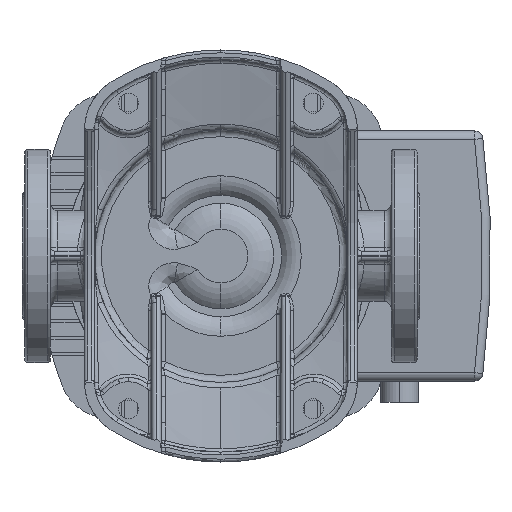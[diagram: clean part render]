
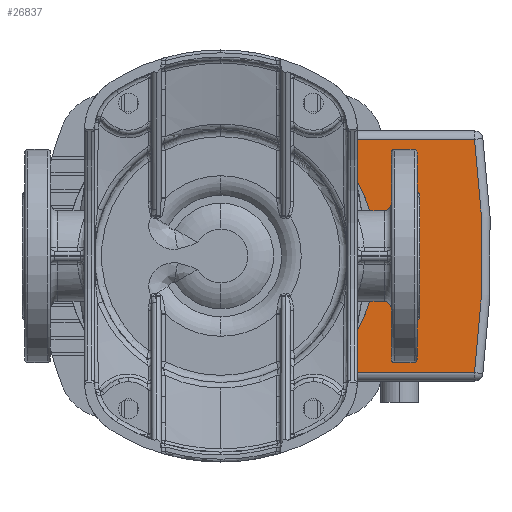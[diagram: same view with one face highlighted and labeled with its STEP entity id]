
A CAD part, front view. The second image highlights one B-rep face of the part: STEP entity #26837.
In plain terms, the highlighted face is planar.
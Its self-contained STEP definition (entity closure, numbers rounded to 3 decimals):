
#396 = CIRCLE ( 'NONE', #20466, 109.5 ) ;
#428 = VERTEX_POINT ( 'NONE', #32735 ) ;
#858 = VECTOR ( 'NONE', #25833, 1000. ) ;
#1357 = DIRECTION ( 'NONE',  ( 0., -1., 0. ) ) ;
#3287 = CARTESIAN_POINT ( 'NONE',  ( 82., 128.5, -140.5 ) ) ;
#5699 = DIRECTION ( 'NONE',  ( 0., -1., 0. ) ) ;
#6518 = CARTESIAN_POINT ( 'NONE',  ( -82., 128.5, -140.5 ) ) ;
#8451 = LINE ( 'NONE', #3287, #858 ) ;
#11448 = VERTEX_POINT ( 'NONE', #38188 ) ;
#12441 = EDGE_CURVE ( 'NONE', #11448, #428, #12838, .T. ) ;
#12838 = CIRCLE ( 'NONE', #61354, 607. ) ;
#14146 = DIRECTION ( 'NONE',  ( 1., 0., 0. ) ) ;
#14261 = FACE_OUTER_BOUND ( 'NONE', #59482, .T. ) ;
#17121 = ORIENTED_EDGE ( 'NONE', *, *, #12441, .T. ) ;
#18619 = CARTESIAN_POINT ( 'NONE',  ( 0., 0., -140.5 ) ) ;
#19578 = ORIENTED_EDGE ( 'NONE', *, *, #63922, .T. ) ;
#20466 = AXIS2_PLACEMENT_3D ( 'NONE', #18619, #64880, #14146 ) ;
#21662 = VECTOR ( 'NONE', #1357, 1000. ) ;
#23702 = CARTESIAN_POINT ( 'NONE',  ( 82., 72.569, -140.5 ) ) ;
#25833 = DIRECTION ( 'NONE',  ( 0., 1., 0. ) ) ;
#26837 = ADVANCED_FACE ( 'NONE', ( #14261 ), #65355, .T. ) ;
#28370 = CARTESIAN_POINT ( 'NONE',  ( -82., 72.569, -140.5 ) ) ;
#32735 = CARTESIAN_POINT ( 'NONE',  ( -82., 178.436, -140.5 ) ) ;
#33732 = AXIS2_PLACEMENT_3D ( 'NONE', #59441, #49754, #5699 ) ;
#38188 = CARTESIAN_POINT ( 'NONE',  ( 82., 178.436, -140.5 ) ) ;
#41838 = EDGE_CURVE ( 'NONE', #72451, #11448, #8451, .T. ) ;
#47600 = DIRECTION ( 'NONE',  ( 0., 0., 1. ) ) ;
#48924 = ORIENTED_EDGE ( 'NONE', *, *, #41838, .T. ) ;
#49054 = DIRECTION ( 'NONE',  ( 0., -1., 0. ) ) ;
#49754 = DIRECTION ( 'NONE',  ( 0., 0., 1. ) ) ;
#56871 = LINE ( 'NONE', #6518, #21662 ) ;
#59253 = ORIENTED_EDGE ( 'NONE', *, *, #63339, .T. ) ;
#59441 = CARTESIAN_POINT ( 'NONE',  ( 68., 128.5, -140.5 ) ) ;
#59482 = EDGE_LOOP ( 'NONE', ( #59253, #48924, #17121, #19578 ) ) ;
#60552 = CARTESIAN_POINT ( 'NONE',  ( 0., -423., -140.5 ) ) ;
#61354 = AXIS2_PLACEMENT_3D ( 'NONE', #60552, #47600, #49054 ) ;
#62273 = VERTEX_POINT ( 'NONE', #28370 ) ;
#63339 = EDGE_CURVE ( 'NONE', #62273, #72451, #396, .T. ) ;
#63922 = EDGE_CURVE ( 'NONE', #428, #62273, #56871, .T. ) ;
#64880 = DIRECTION ( 'NONE',  ( 0., 0., -1. ) ) ;
#65355 = PLANE ( 'NONE',  #33732 ) ;
#72451 = VERTEX_POINT ( 'NONE', #23702 ) ;
